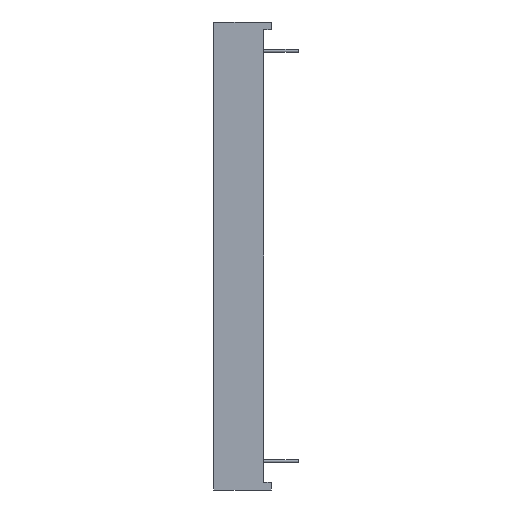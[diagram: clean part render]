
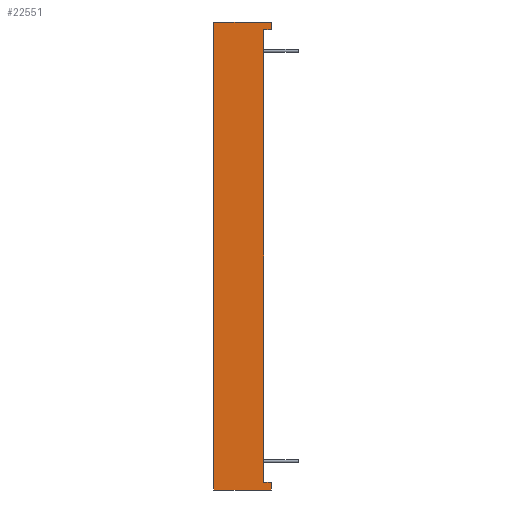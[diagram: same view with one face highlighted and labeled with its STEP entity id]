
A CAD part, left-side view. The second image highlights one B-rep face of the part: STEP entity #22551.
In plain terms, the highlighted planar face has unit normal (-1, 0, 0).
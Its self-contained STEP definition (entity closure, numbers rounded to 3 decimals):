
#4681 = CARTESIAN_POINT ( 'NONE',  ( -45., -15., -59. ) ) ;
#4740 = CARTESIAN_POINT ( 'NONE',  ( -45., -13., 59. ) ) ;
#4795 = CARTESIAN_POINT ( 'NONE',  ( -45., -13., -59. ) ) ;
#4796 = DIRECTION ( 'NONE',  ( 0., 0., -1. ) ) ;
#4797 = VECTOR ( 'NONE', #4796, 1000. ) ;
#4798 = CARTESIAN_POINT ( 'NONE',  ( -45., -13., -95.75 ) ) ;
#4799 = LINE ( 'NONE', #4798, #4797 ) ;
#4806 = DIRECTION ( 'NONE',  ( 0., -1., 0. ) ) ;
#4807 = VECTOR ( 'NONE', #4806, 1000. ) ;
#4808 = CARTESIAN_POINT ( 'NONE',  ( -45., -7.5, -59. ) ) ;
#4809 = LINE ( 'NONE', #4808, #4807 ) ;
#5779 = DIRECTION ( 'NONE',  ( 0., 0., -1. ) ) ;
#5780 = VECTOR ( 'NONE', #5779, 1000. ) ;
#5781 = CARTESIAN_POINT ( 'NONE',  ( -45., 0., -118.062 ) ) ;
#5782 = LINE ( 'NONE', #5781, #5780 ) ;
#5783 = CARTESIAN_POINT ( 'NONE',  ( -45., 0., -61. ) ) ;
#5973 = DIRECTION ( 'NONE',  ( 0., 0., -1. ) ) ;
#5974 = DIRECTION ( 'NONE',  ( 1., 0., 0. ) ) ;
#5975 = CARTESIAN_POINT ( 'NONE',  ( -45., -15., -118.062 ) ) ;
#5976 = AXIS2_PLACEMENT_3D ( 'NONE', #5975, #5974, #5973 ) ;
#5978 = PLANE ( 'NONE',  #5976 ) ;
#5993 = FACE_OUTER_BOUND ( 'NONE', #22552, .T. ) ;
#6044 = CARTESIAN_POINT ( 'NONE',  ( -45., -15., 59. ) ) ;
#6045 = DIRECTION ( 'NONE',  ( 0., 0., -1. ) ) ;
#6046 = VECTOR ( 'NONE', #6045, 1000. ) ;
#6047 = CARTESIAN_POINT ( 'NONE',  ( -45., -15., -118.062 ) ) ;
#6048 = LINE ( 'NONE', #6047, #6046 ) ;
#6068 = CARTESIAN_POINT ( 'NONE',  ( -45., -15., -61. ) ) ;
#6069 = DIRECTION ( 'NONE',  ( 0., 0., -1. ) ) ;
#6070 = VECTOR ( 'NONE', #6069, 1000. ) ;
#6071 = CARTESIAN_POINT ( 'NONE',  ( -45., -15., -118.062 ) ) ;
#6072 = LINE ( 'NONE', #6071, #6070 ) ;
#6148 = DIRECTION ( 'NONE',  ( 0., 1., 0. ) ) ;
#6149 = VECTOR ( 'NONE', #6148, 1000. ) ;
#6150 = CARTESIAN_POINT ( 'NONE',  ( -45., -15., -61. ) ) ;
#6152 = LINE ( 'NONE', #6150, #6149 ) ;
#6153 = DIRECTION ( 'NONE',  ( 0., 1., 0. ) ) ;
#6154 = VECTOR ( 'NONE', #6153, 1000. ) ;
#6155 = CARTESIAN_POINT ( 'NONE',  ( -45., -7.5, 59. ) ) ;
#6157 = LINE ( 'NONE', #6155, #6154 ) ;
#13755 = VERTEX_POINT ( 'NONE', #18284 ) ;
#13811 = EDGE_CURVE ( 'NONE', #13812, #13755, #18434, .T. ) ;
#13812 = VERTEX_POINT ( 'NONE', #18423 ) ;
#18284 = CARTESIAN_POINT ( 'NONE',  ( -45., 0., 61. ) ) ;
#18423 = CARTESIAN_POINT ( 'NONE',  ( -45., -15., 61. ) ) ;
#18424 = DIRECTION ( 'NONE',  ( 0., 1., 0. ) ) ;
#18425 = VECTOR ( 'NONE', #18424, 1000. ) ;
#18433 = CARTESIAN_POINT ( 'NONE',  ( -45., -15., 61. ) ) ;
#18434 = LINE ( 'NONE', #18433, #18425 ) ;
#21972 = VERTEX_POINT ( 'NONE', #4681 ) ;
#22005 = VERTEX_POINT ( 'NONE', #4740 ) ;
#22038 = EDGE_CURVE ( 'NONE', #22045, #21972, #4809, .T. ) ;
#22043 = EDGE_CURVE ( 'NONE', #22005, #22045, #4799, .T. ) ;
#22045 = VERTEX_POINT ( 'NONE', #4795 ) ;
#22414 = VERTEX_POINT ( 'NONE', #5783 ) ;
#22416 = EDGE_CURVE ( 'NONE', #13755, #22414, #5782, .T. ) ;
#22551 = ADVANCED_FACE ( 'NONE', ( #5993 ), #5978, .F. ) ;
#22552 = EDGE_LOOP ( 'NONE', ( #22612, #22613, #22614, #22616, #22617, #22618, #22619, #22621 ) ) ;
#22570 = EDGE_CURVE ( 'NONE', #13812, #22571, #6048, .T. ) ;
#22571 = VERTEX_POINT ( 'NONE', #6044 ) ;
#22581 = EDGE_CURVE ( 'NONE', #21972, #22582, #6072, .T. ) ;
#22582 = VERTEX_POINT ( 'NONE', #6068 ) ;
#22612 = ORIENTED_EDGE ( 'NONE', *, *, #22038, .F. ) ;
#22613 = ORIENTED_EDGE ( 'NONE', *, *, #22043, .F. ) ;
#22614 = ORIENTED_EDGE ( 'NONE', *, *, #22615, .F. ) ;
#22615 = EDGE_CURVE ( 'NONE', #22571, #22005, #6157, .T. ) ;
#22616 = ORIENTED_EDGE ( 'NONE', *, *, #22570, .F. ) ;
#22617 = ORIENTED_EDGE ( 'NONE', *, *, #13811, .T. ) ;
#22618 = ORIENTED_EDGE ( 'NONE', *, *, #22416, .T. ) ;
#22619 = ORIENTED_EDGE ( 'NONE', *, *, #22620, .F. ) ;
#22620 = EDGE_CURVE ( 'NONE', #22582, #22414, #6152, .T. ) ;
#22621 = ORIENTED_EDGE ( 'NONE', *, *, #22581, .F. ) ;
